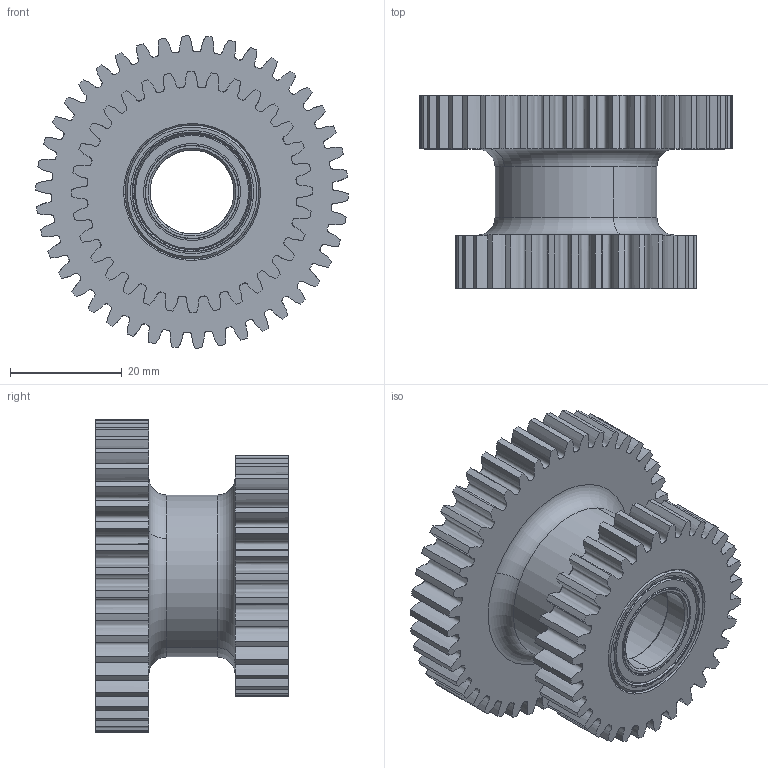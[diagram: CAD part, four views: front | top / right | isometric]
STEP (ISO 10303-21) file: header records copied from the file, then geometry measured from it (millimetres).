
FILE_DESCRIPTION (( 'STEP AP214' ), '1' );
FILE_NAME ('WCP-1460.STEP', '2023-12-19T00:38:46', ( '' ), ( '' ), 'SwSTEP 2.0', 'SolidWorks 2022', '' );
FILE_SCHEMA (( 'AUTOMOTIVE_DESIGN' ));
Length unit declared in the file: inch
Products named in the file (3): WCP-1460; WCP-1460-001 Rev1; WCP-0078 Rev1_5972K155
Assembly tree (3 placements, depth 2):
  WCP-1460
    WCP-0078 Rev1_5972K155  x2
    WCP-1460-001 Rev1
Bounding box: 55.88 x 34.47 x 55.87 mm (x, y, z)
Volume: 26318.8 mm3; surface area: 20663.5 mm2
Topology: 37 solids, 37 shells, 882 faces, 2474 edges, 1630 vertices
Faces by surface type: plane 326, cylinder 162, cone 156, torus 116, bspline 74, sphere 48
Entity records: 45111 total; most frequent: CARTESIAN_POINT 31868, ORIENTED_EDGE 2876, DIRECTION 2512, EDGE_CURVE 1438, AXIS2_PLACEMENT_3D 1044, VERTEX_POINT 952, CIRCLE 578, EDGE_LOOP 558
